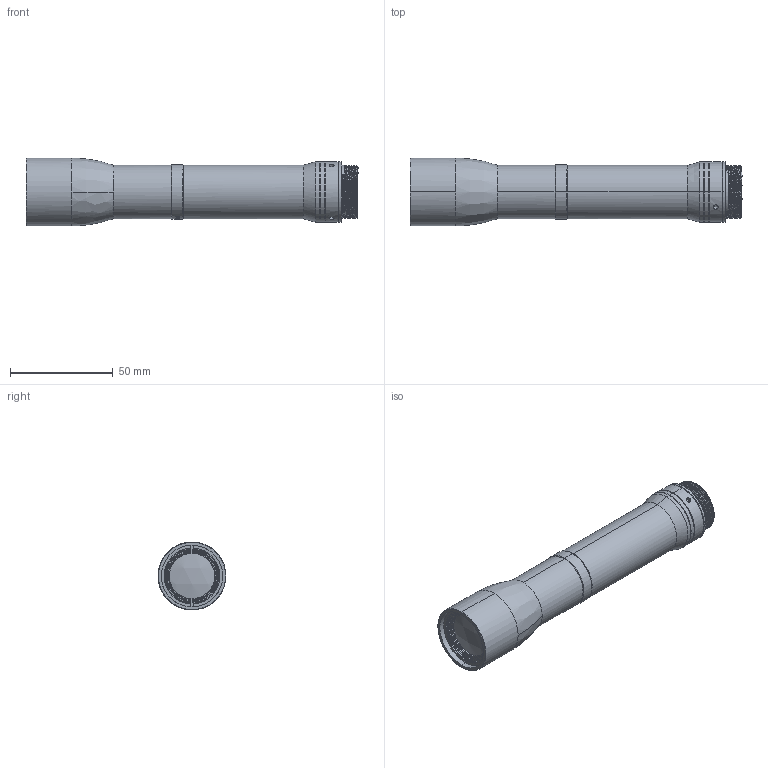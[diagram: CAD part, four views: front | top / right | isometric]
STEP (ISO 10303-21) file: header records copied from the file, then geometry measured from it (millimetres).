
FILE_DESCRIPTION (( 'STEP AP203' ), '1' );
FILE_NAME ('610035.STEP', '2022-06-24T02:13:22', ( '' ), ( '' ), 'SwSTEP 2.0', 'SolidWorks 2020', '' );
FILE_SCHEMA (( 'CONFIG_CONTROL_DESIGN' ));
Length unit declared in the file: millimetre
Products named in the file (1): 610035
Bounding box: 161.2 x 33 x 33 mm (x, y, z)
Volume: 94756.5 mm3; surface area: 18833.7 mm2
Topology: 4 solids, 6 shells, 356 faces, 1044 edges, 726 vertices
Faces by surface type: bspline 157, plane 129, cylinder 54, cone 14, sphere 2
Full cylindrical faces by diameter (mm): 2.4 x3
Entity records: 25695 total; most frequent: CARTESIAN_POINT 17947, ORIENTED_EDGE 2076, EDGE_CURVE 1038, DIRECTION 842, VERTEX_POINT 723, B_SPLINE_CURVE_WITH_KNOTS 610, EDGE_LOOP 387, FACE_OUTER_BOUND 359
